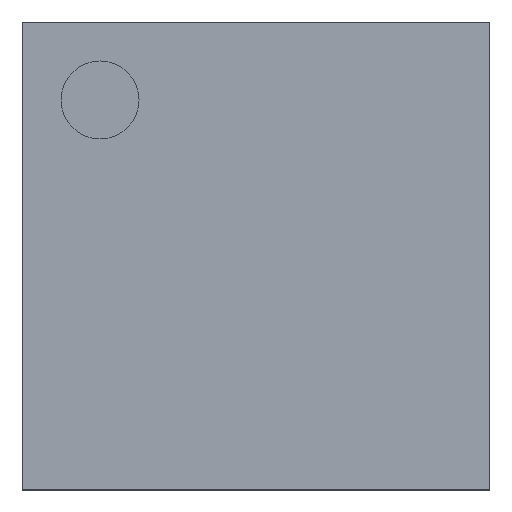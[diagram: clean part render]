
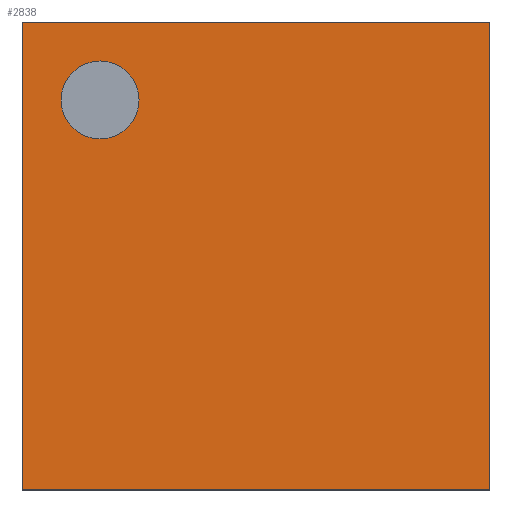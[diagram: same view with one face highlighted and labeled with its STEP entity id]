
A CAD part, top view. The second image highlights one B-rep face of the part: STEP entity #2838.
In plain terms, the highlighted free-form (B-spline) face has degree [1, 1] with [2, 2] control points.
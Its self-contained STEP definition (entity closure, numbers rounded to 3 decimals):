
#1540=CARTESIAN_POINT('',(-0.75,1.0,0.8));
#1541=VERTEX_POINT('',#1540);
#1557=CARTESIAN_POINT('',(-1.25,1.0,0.8));
#1558=VERTEX_POINT('',#1557);
#1565=CARTESIAN_POINT('',(-1.0,1.0,0.8));
#1566=DIRECTION('',(0.0,0.0,-1.0));
#1567=DIRECTION('',(1.0,0.0,0.0));
#1568=AXIS2_PLACEMENT_3D('',#1565,#1566,#1567);
#1569=CIRCLE('',#1568,0.25);
#1570=EDGE_CURVE('',#1541,#1558,#1569,.T.);
#2661=CARTESIAN_POINT('',(-1.5,-1.5,0.8));
#2662=VERTEX_POINT('',#2661);
#2669=CARTESIAN_POINT('',(-1.5,1.5,0.8));
#2670=VERTEX_POINT('',#2669);
#2671=CARTESIAN_POINT('',(-1.5,-1.5,0.8));
#2672=DIRECTION('',(0.0,1.0,0.0));
#2673=VECTOR('',#2672,3.0);
#2674=LINE('',#2671,#2673);
#2675=EDGE_CURVE('',#2662,#2670,#2674,.T.);
#2728=CARTESIAN_POINT('',(1.5,1.5,0.8));
#2729=VERTEX_POINT('',#2728);
#2736=CARTESIAN_POINT('',(1.5,-1.5,0.8));
#2737=VERTEX_POINT('',#2736);
#2738=CARTESIAN_POINT('',(1.5,1.5,0.8));
#2739=DIRECTION('',(0.0,-1.0,0.0));
#2740=VECTOR('',#2739,3.0);
#2741=LINE('',#2738,#2740);
#2742=EDGE_CURVE('',#2729,#2737,#2741,.T.);
#2785=CARTESIAN_POINT('',(-1.0,1.0,0.8));
#2786=DIRECTION('',(0.0,0.0,-1.0));
#2787=DIRECTION('',(1.0,0.0,0.0));
#2788=AXIS2_PLACEMENT_3D('',#2785,#2786,#2787);
#2789=CIRCLE('',#2788,0.25);
#2790=EDGE_CURVE('',#1558,#1541,#2789,.T.);
#2813=CARTESIAN_POINT('',(-1.5,-1.5,0.8));
#2814=CARTESIAN_POINT('',(1.5,-1.5,0.8));
#2815=CARTESIAN_POINT('',(-1.5,1.5,0.8));
#2816=CARTESIAN_POINT('',(1.5,1.5,0.8));
#2817=B_SPLINE_SURFACE_WITH_KNOTS('',1,1,((#2813,#2815),(#2814,#2816)),.UNSPECIFIED.,.F.,.F.,.U.,(2,2),(2,2),(0.0,3.0),(0.0,3.0),.UNSPECIFIED.);
#2818=ORIENTED_EDGE('',*,*,#2742,.F.);
#2819=CARTESIAN_POINT('',(-1.5,1.5,0.8));
#2820=DIRECTION('',(1.0,0.0,0.0));
#2821=VECTOR('',#2820,3.0);
#2822=LINE('',#2819,#2821);
#2823=EDGE_CURVE('',#2670,#2729,#2822,.T.);
#2824=ORIENTED_EDGE('',*,*,#2823,.F.);
#2825=ORIENTED_EDGE('',*,*,#2675,.F.);
#2826=CARTESIAN_POINT('',(1.5,-1.5,0.8));
#2827=DIRECTION('',(-1.0,0.0,0.0));
#2828=VECTOR('',#2827,3.0);
#2829=LINE('',#2826,#2828);
#2830=EDGE_CURVE('',#2737,#2662,#2829,.T.);
#2831=ORIENTED_EDGE('',*,*,#2830,.F.);
#2832=EDGE_LOOP('',(#2818,#2824,#2825,#2831));
#2833=FACE_OUTER_BOUND('',#2832,.T.);
#2834=ORIENTED_EDGE('',*,*,#1570,.T.);
#2835=ORIENTED_EDGE('',*,*,#2790,.T.);
#2836=EDGE_LOOP('',(#2834,#2835));
#2837=FACE_BOUND('',#2836,.T.);
#2838=ADVANCED_FACE('',(#2833,#2837),#2817,.T.);
